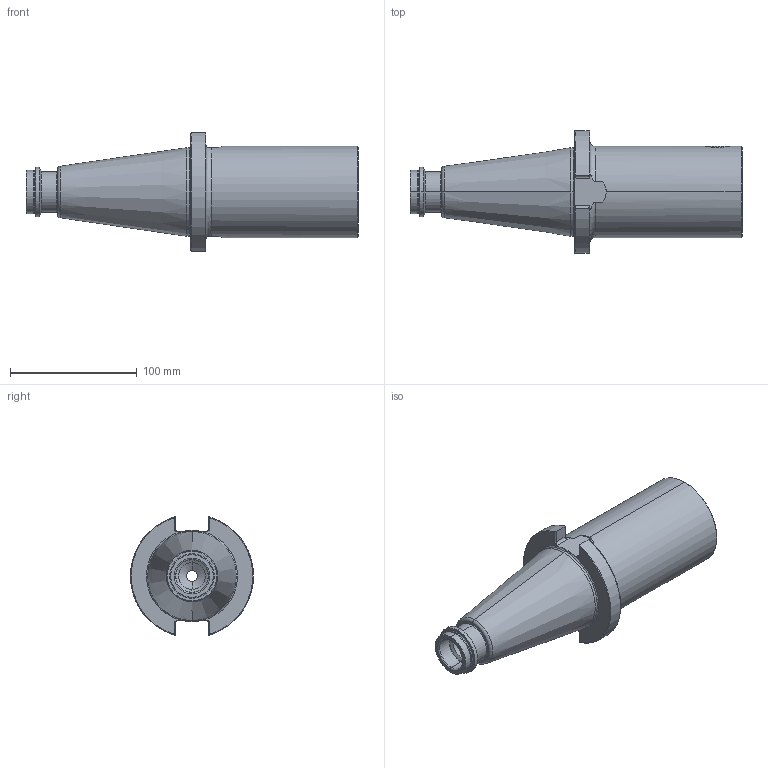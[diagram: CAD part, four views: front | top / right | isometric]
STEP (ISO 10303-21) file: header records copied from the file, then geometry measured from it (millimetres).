
FILE_DESCRIPTION (( 'STEP AP203' ), '1' );
FILE_NAME ('102.500.722.STEP', '2018-03-12T07:29:28', ( 'SWIAdmin' ), ( 'Hewlett-Packard Company' ), 'SwSTEP 2.0', 'SolidWorks 2017', '' );
FILE_SCHEMA (( 'CONFIG_CONTROL_DESIGN' ));
Length unit declared in the file: millimetre
Products named in the file (3): MB7-ER1.001.022_A; 102.500.722; SZ5-MB7.K01.135_C
Assembly tree (2 placements, depth 2):
  102.500.722
    SZ5-MB7.K01.135_C
    MB7-ER1.001.022_A
Bounding box: 262 x 96.94 x 93.84 mm (x, y, z)
Volume: 751469.5 mm3; surface area: 80297.3 mm2
Topology: 2 solids, 2 shells, 166 faces, 395 edges, 236 vertices
Faces by surface type: cylinder 52, plane 48, cone 30, torus 28, bspline 8
Entity records: 5703 total; most frequent: CARTESIAN_POINT 1654, DIRECTION 806, ORIENTED_EDGE 786, EDGE_CURVE 393, AXIS2_PLACEMENT_3D 330, VERTEX_POINT 236, EDGE_LOOP 175, CIRCLE 167
